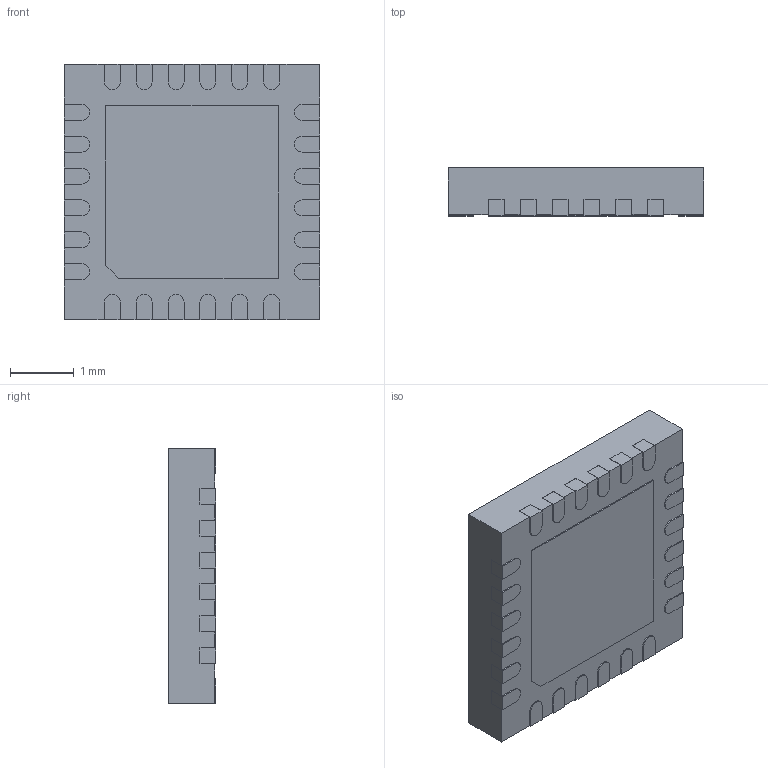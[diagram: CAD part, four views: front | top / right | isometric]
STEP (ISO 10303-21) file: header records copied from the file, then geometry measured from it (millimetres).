
FILE_DESCRIPTION (( 'STEP AP214' ), '1' );
FILE_NAME ('User Library-QFN24_4x4x0_75_p0_5.STEP', '2017-02-11T10:58:39', ( 'Windows User' ), ( '' ), 'SwSTEP 2.0', 'SolidWorks 2017', '' );
FILE_SCHEMA (( 'AUTOMOTIVE_DESIGN' ));
Length unit declared in the file: millimetre
Products named in the file (1): User Library-QFN24_4x4x0_75_p0_5
Bounding box: 4 x 0.75 x 4 mm (x, y, z)
Volume: 11.9 mm3; surface area: 44.8 mm2
Topology: 1 solids, 1 shells, 231 faces, 657 edges, 438 vertices
Faces by surface type: plane 169, cylinder 32, bspline 30
Entity records: 11426 total; most frequent: CARTESIAN_POINT 3501, ORIENTED_EDGE 1314, DIRECTION 1065, EDGE_CURVE 657, VECTOR 533, LINE 533, VERTEX_POINT 438, AXIS2_PLACEMENT_3D 266
